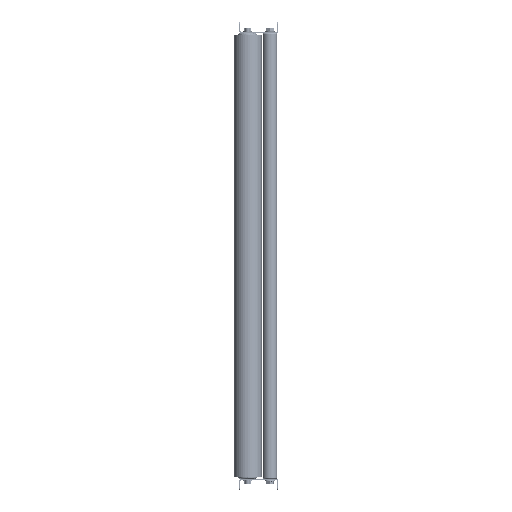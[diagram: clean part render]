
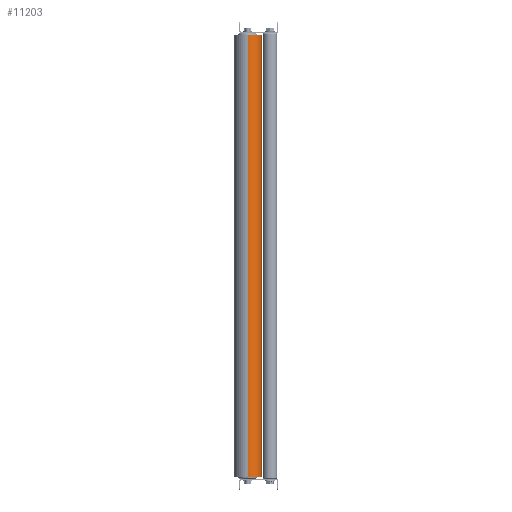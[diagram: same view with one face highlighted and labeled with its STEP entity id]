
A CAD part, left-side view. The second image highlights one B-rep face of the part: STEP entity #11203.
In plain terms, the highlighted cylindrical face has radius 25 mm (diameter 50 mm), a partial arc.
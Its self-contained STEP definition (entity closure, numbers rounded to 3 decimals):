
#1023 = CARTESIAN_POINT ( 'NONE',  ( 0., 0., 0. ) ) ;
#2324 = DIRECTION ( 'NONE',  ( -1., 0., 0. ) ) ;
#2976 = VERTEX_POINT ( 'NONE', #47476 ) ;
#7470 = EDGE_CURVE ( 'NONE', #2976, #29750, #46595, .T. ) ;
#9130 = CARTESIAN_POINT ( 'NONE',  ( 792.6, 0., 25. ) ) ;
#10951 = DIRECTION ( 'NONE',  ( -1., 0., 0. ) ) ;
#11203 = ADVANCED_FACE ( 'Fl�che1', ( #43354 ), #31149, .T. ) ;
#12286 = AXIS2_PLACEMENT_3D ( 'NONE', #35672, #39677, #18695 ) ;
#15036 = CARTESIAN_POINT ( 'NONE',  ( 792.6, 0., 0. ) ) ;
#15936 = ORIENTED_EDGE ( 'NONE', *, *, #7470, .F. ) ;
#16712 = ORIENTED_EDGE ( 'NONE', *, *, #46882, .T. ) ;
#18667 = EDGE_CURVE ( 'NONE', #19301, #29750, #46082, .T. ) ;
#18695 = DIRECTION ( 'NONE',  ( 0., 0., 1. ) ) ;
#18718 = EDGE_CURVE ( 'NONE', #28911, #2976, #26718, .T. ) ;
#19301 = VERTEX_POINT ( 'NONE', #41347 ) ;
#20913 = DIRECTION ( 'NONE',  ( 0., 0., -1. ) ) ;
#21945 = DIRECTION ( 'NONE',  ( 1., 0., 0. ) ) ;
#22598 = LINE ( 'NONE', #26571, #26116 ) ;
#24036 = AXIS2_PLACEMENT_3D ( 'NONE', #1023, #45546, #20913 ) ;
#25568 = ORIENTED_EDGE ( 'NONE', *, *, #18718, .F. ) ;
#26048 = ORIENTED_EDGE ( 'NONE', *, *, #18667, .T. ) ;
#26116 = VECTOR ( 'NONE', #10951, 1000. ) ;
#26571 = CARTESIAN_POINT ( 'NONE',  ( 792.6, 0., 25. ) ) ;
#26718 = CIRCLE ( 'NONE', #36102, 25. ) ;
#28911 = VERTEX_POINT ( 'NONE', #9130 ) ;
#29750 = VERTEX_POINT ( 'NONE', #30433 ) ;
#30433 = CARTESIAN_POINT ( 'NONE',  ( 0., 0., -25. ) ) ;
#31149 = CYLINDRICAL_SURFACE ( 'NONE', #12286, 25. ) ;
#35302 = EDGE_LOOP ( 'NONE', ( #15936, #25568, #16712, #26048 ) ) ;
#35672 = CARTESIAN_POINT ( 'NONE',  ( 792.6, 0., 0. ) ) ;
#36102 = AXIS2_PLACEMENT_3D ( 'NONE', #15036, #21945, #42142 ) ;
#37279 = VECTOR ( 'NONE', #2324, 1000. ) ;
#38682 = CARTESIAN_POINT ( 'NONE',  ( 792.6, 0., -25. ) ) ;
#39677 = DIRECTION ( 'NONE',  ( -1., 0., 0. ) ) ;
#41347 = CARTESIAN_POINT ( 'NONE',  ( 0., 0., 25. ) ) ;
#42142 = DIRECTION ( 'NONE',  ( 0., 0., -1. ) ) ;
#43354 = FACE_OUTER_BOUND ( 'NONE', #35302, .T. ) ;
#45546 = DIRECTION ( 'NONE',  ( 1., 0., 0. ) ) ;
#46082 = CIRCLE ( 'NONE', #24036, 25. ) ;
#46595 = LINE ( 'NONE', #38682, #37279 ) ;
#46882 = EDGE_CURVE ( 'NONE', #28911, #19301, #22598, .T. ) ;
#47476 = CARTESIAN_POINT ( 'NONE',  ( 792.6, 0., -25. ) ) ;
